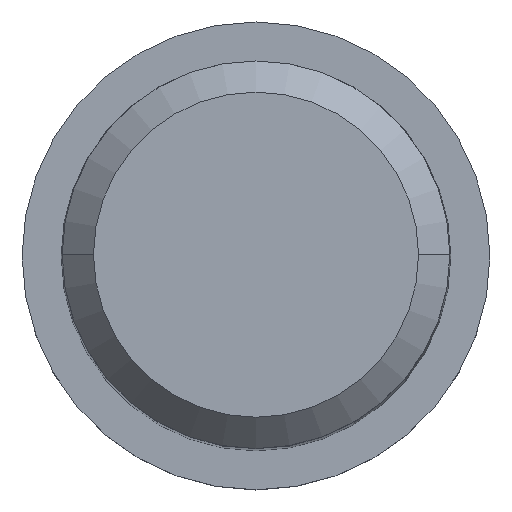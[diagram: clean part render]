
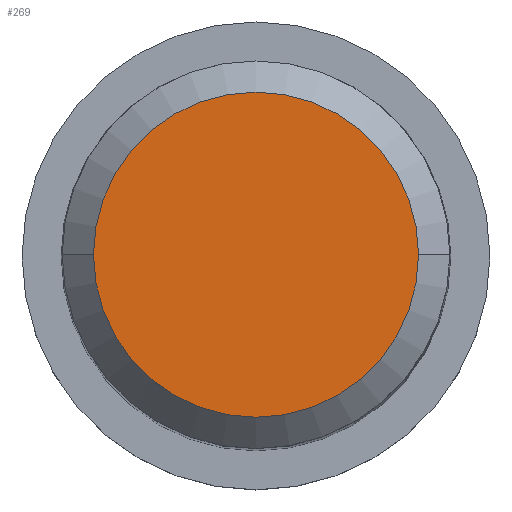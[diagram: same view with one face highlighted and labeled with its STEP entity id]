
A CAD part, top view. The second image highlights one B-rep face of the part: STEP entity #269.
In plain terms, the highlighted planar face has unit normal (0, 0, 1).
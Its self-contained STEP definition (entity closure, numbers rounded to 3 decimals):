
#17 = DIRECTION ( 'NONE',  ( 0., 0., 1. ) ) ;
#30 = CARTESIAN_POINT ( 'NONE',  ( -2.084, 0., 15. ) ) ;
#32 = DIRECTION ( 'NONE',  ( 0., 0., 1. ) ) ;
#64 = ORIENTED_EDGE ( 'NONE', *, *, #123, .T. ) ;
#69 = DIRECTION ( 'NONE',  ( 0., 0., -1. ) ) ;
#72 = VERTEX_POINT ( 'NONE', #125 ) ;
#73 = AXIS2_PLACEMENT_3D ( 'NONE', #305, #69, #101 ) ;
#101 = DIRECTION ( 'NONE',  ( -1., 0., 0. ) ) ;
#123 = EDGE_CURVE ( 'NONE', #72, #210, #166, .T. ) ;
#125 = CARTESIAN_POINT ( 'NONE',  ( 2.084, 0., 15. ) ) ;
#137 = CIRCLE ( 'NONE', #316, 2.084 ) ;
#146 = CARTESIAN_POINT ( 'NONE',  ( 0., 0., 15. ) ) ;
#166 = CIRCLE ( 'NONE', #285, 2.084 ) ;
#168 = DIRECTION ( 'NONE',  ( -1., 0., 0. ) ) ;
#171 = EDGE_CURVE ( 'NONE', #210, #72, #137, .T. ) ;
#210 = VERTEX_POINT ( 'NONE', #30 ) ;
#225 = FACE_OUTER_BOUND ( 'NONE', #361, .T. ) ;
#247 = DIRECTION ( 'NONE',  ( -1., 0., 0. ) ) ;
#269 = ADVANCED_FACE ( 'NONE', ( #225 ), #359, .F. ) ;
#285 = AXIS2_PLACEMENT_3D ( 'NONE', #349, #32, #247 ) ;
#287 = ORIENTED_EDGE ( 'NONE', *, *, #171, .T. ) ;
#305 = CARTESIAN_POINT ( 'NONE',  ( -2.485, 0., 15. ) ) ;
#316 = AXIS2_PLACEMENT_3D ( 'NONE', #146, #17, #168 ) ;
#349 = CARTESIAN_POINT ( 'NONE',  ( 0., 0., 15. ) ) ;
#359 = PLANE ( 'NONE',  #73 ) ;
#361 = EDGE_LOOP ( 'NONE', ( #287, #64 ) ) ;
